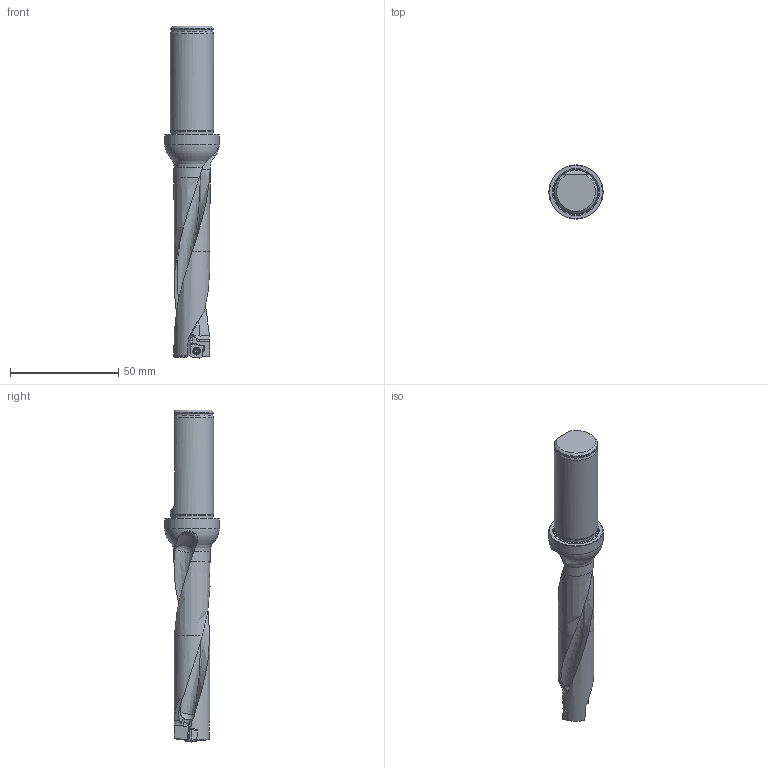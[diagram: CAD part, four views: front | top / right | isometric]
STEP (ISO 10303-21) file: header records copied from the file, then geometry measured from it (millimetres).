
FILE_DESCRIPTION(/* description */ (''),/* implementation_level */ '2;1');
FILE_NAME(/* name */ 'toolassembly_1.stp',/* time_stamp */ '2020-07-08T07:16:35+02:00',/* author */ (''),/* organization */ ('SMS'),/* preprocessor_version */ 'ST-DEVELOPER v16.7',/* originating_system */ 'SIEMENS PLM Software NX 12.0',/* authorisation */ '');
FILE_SCHEMA (('AUTOMOTIVE_DESIGN { 1 0 10303 214 3 1 1 1 }'));
Length unit declared in the file: millimetre
Products named in the file (5): CUT_20200708071205; CUT_20200708071203; NOCUT_20200708071154; ASSEMBLY_CONSTRUCTION; TOOLASSEMBLY_1
Assembly tree (4 placements, depth 2):
  TOOLASSEMBLY_1
    ASSEMBLY_CONSTRUCTION
    NOCUT_20200708071154
    CUT_20200708071203
    CUT_20200708071205
Bounding box: 25 x 25 x 153.03 mm (x, y, z)
Volume: 29480.6 mm3; surface area: 11014.1 mm2
Topology: 3 solids, 3 shells, 250 faces, 674 edges, 435 vertices
Faces by surface type: plane 92, cylinder 58, cone 26, bspline 25, extrusion 24, torus 14, sphere 10, revolution 1
Full cylindrical faces by diameter (mm): 2.2 x2, 2.5 x2, 3.1 x2, 19.5 x1, 19.994 x1, 25 x1
Entity records: 11404 total; most frequent: CARTESIAN_POINT 5403, ORIENTED_EDGE 1236, DIRECTION 1124, EDGE_CURVE 618, AXIS2_PLACEMENT_3D 439, VERTEX_POINT 412, EDGE_LOOP 290, ADVANCED_FACE 250
